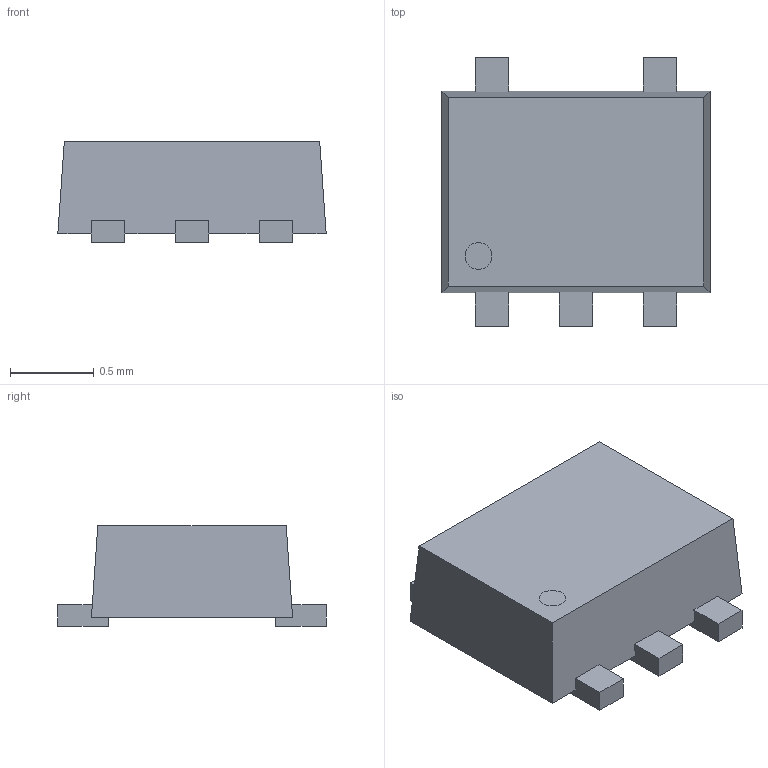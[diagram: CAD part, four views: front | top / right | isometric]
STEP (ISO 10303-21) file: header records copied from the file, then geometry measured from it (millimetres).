
FILE_DESCRIPTION(('FreeCAD Model'),'2;1');
FILE_NAME('SOT50P160X60-5.step', '2021-04-02T15:48:33',('kicad StepUp'),('ksu MCAD'), 'Open CASCADE STEP processor 7.2','FreeCAD','Unknown');
FILE_SCHEMA(('AUTOMOTIVE_DESIGN { 1 0 10303 214 1 1 1 1 }'));
Length unit declared in the file: millimetre
Products named in the file (1): SOT50P160X60-5
Bounding box: 1.6 x 1.6 x 0.6 mm (x, y, z)
Volume: 1 mm3; surface area: 8.1 mm2
Topology: 7 solids, 7 shells, 63 faces, 144 edges, 96 vertices
Faces by surface type: plane 59, cylinder 4
Entity records: 2188 total; most frequent: CARTESIAN_POINT 304, ORIENTED_EDGE 288, DIRECTION 280, EDGE_CURVE 144, LINE 136, VECTOR 136, VERTEX_POINT 96, AXIS2_PLACEMENT_3D 72
